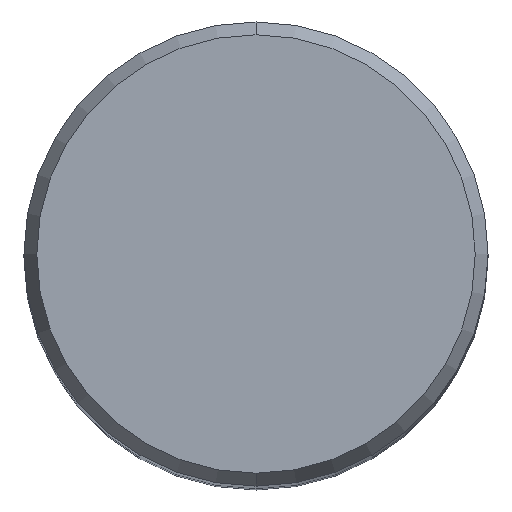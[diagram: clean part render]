
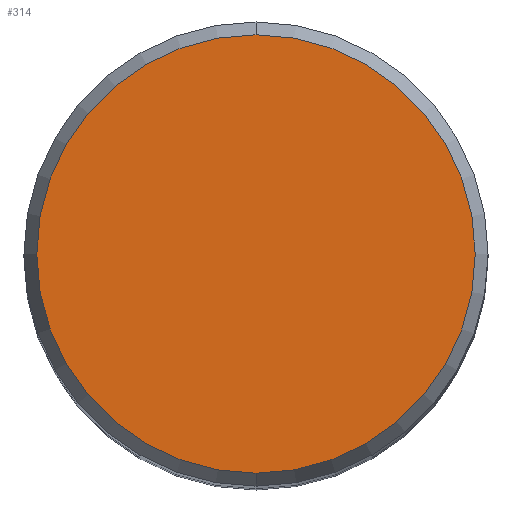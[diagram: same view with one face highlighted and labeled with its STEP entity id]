
A CAD part, top view. The second image highlights one B-rep face of the part: STEP entity #314.
In plain terms, the highlighted planar face has unit normal (0, 0, 1).
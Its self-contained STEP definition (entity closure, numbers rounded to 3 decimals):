
#186=VERTEX_POINT('',#438);
#238=VERTEX_POINT('',#495);
#268=EDGE_CURVE('',#186,#238,#527,.T.);
#314=ADVANCED_FACE('',(#578),#579,.T.);
#356=EDGE_CURVE('',#238,#186,#624,.T.);
#438=CARTESIAN_POINT('',(0.0,11.807,0.0));
#495=CARTESIAN_POINT('',(0.,-11.807,0.0));
#527=CIRCLE('',#1069,11.807);
#578=FACE_OUTER_BOUND('',#1181,.T.);
#579=PLANE('',#1182);
#624=CIRCLE('',#1288,11.807);
#1069=AXIS2_PLACEMENT_3D('',#1489,#1490,#1491);
#1181=EDGE_LOOP('',(#1552,#1553));
#1182=AXIS2_PLACEMENT_3D('',#1554,#1555,#1556);
#1288=AXIS2_PLACEMENT_3D('',#1594,#1595,#1596);
#1489=CARTESIAN_POINT('',(0.0,0.0,0.0));
#1490=DIRECTION('',(0.0,0.0,-1.0));
#1491=DIRECTION('',(0.0,1.0,0.0));
#1552=ORIENTED_EDGE('',*,*,#268,.F.);
#1553=ORIENTED_EDGE('',*,*,#356,.F.);
#1554=CARTESIAN_POINT('',(0.0,5.904,0.0));
#1555=DIRECTION('',(-0.0,0.0,1.0));
#1556=DIRECTION('',(0.0,-1.0,0.0));
#1594=CARTESIAN_POINT('',(0.0,0.0,0.0));
#1595=DIRECTION('',(0.0,0.0,-1.0));
#1596=DIRECTION('',(0.0,1.0,0.0));
